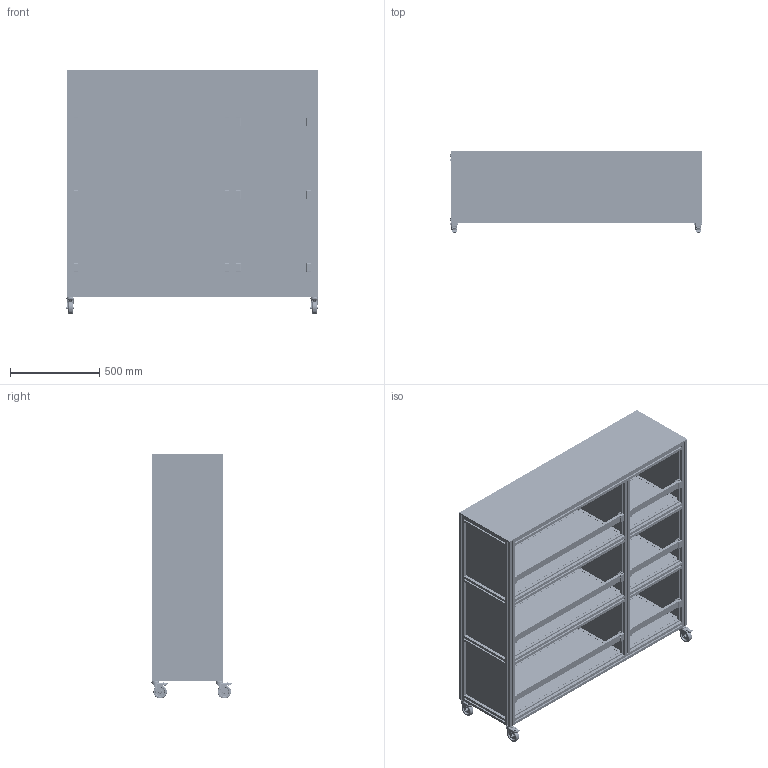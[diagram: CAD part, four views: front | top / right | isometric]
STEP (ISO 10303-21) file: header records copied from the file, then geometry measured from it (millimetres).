
FILE_DESCRIPTION(('STEP AP214'),'1');
FILE_NAME('ERGO08E6532.stp','2025-12-10T15:02:42',(' '),(' '),'Spatial InterOp 3D',' ',' ');
FILE_SCHEMA(('AUTOMOTIVE_DESIGN { 1 0 10303 214 1 1 1 1 }'));
Length unit declared in the file: millimetre
Products named in the file (75): Fixation centrale standard 8 40 bidirectionnelle; Écrou; Languette; Cache; Douille; Vis; Meuble étagère; Fixation universelle 8 40 Zn; Écrou 8 St M8; Vis BHC - M8x30; Noix Universelle 8 D20; Fixation hors standard 8-40; Vis BHC - M8x18; Rondelle M 8; Profilé 8 40x40 léger; PanneauCompletEnRainure; Profil U; Stratifié compact 4mm, blanc; Kit de fixation; Vis FHC - M6x20; Écrou 8 St M6; Embout 8 40x16 gris; Profilé 8 40x16; PanneauCompletEnApplique; Stratifié compact 10mm, blanc; Roulette pivotante D75, à blocage; corps; ecrou; axe; roue pour roulette; Kit roulette pivotante D75 à blocage - vis seule; Vis FHC - M8x25; ERGO08E6532
Assembly tree (199 placements, depth 5):
  (unnamed)
  ERGO08E6532
    Meuble étagère
      Fixation centrale standard 8 40 bidirectionnelle  x2
        Écrou
        Languette
        Cache
        Douille
        Vis
      Fixation universelle 8 40 Zn  x2
        Écrou 8 St M8
        Vis BHC - M8x30
        Noix Universelle 8 D20
      Fixation hors standard 8-40  x44
        Vis BHC - M8x18
        Rondelle M 8
      Profilé 8 40x40 léger  x2
      Profilé 8 40x40 léger  x2
      Profilé 8 40x40 léger  x2
      Profilé 8 40x40 léger  x2
      PanneauCompletEnRainure  x3
        Profil U
        Profil U
        Stratifié compact 4mm, blanc
      PanneauCompletEnRainure  x3
        Profil U
        Profil U
        Stratifié compact 4mm, blanc
      Kit de fixation  x12
        Vis FHC - M6x20
        Écrou 8 St M6
      Embout 8 40x16 gris  x12
      Profilé 8 40x16  x3
      Profilé 8 40x16  x3
      Profilé 8 40x40 léger  x3
      Profilé 8 40x40 léger  x3
      Profilé 8 40x40 léger  x3
      PanneauCompletEnRainure  x3
        Profil U
        Profil U
        Stratifié compact 4mm, blanc
      PanneauCompletEnRainure  x3
        Profil U
        Profil U
        Stratifié compact 4mm, blanc
      PanneauCompletEnRainure  x3
        Profil U
        Profil U
        Stratifié compact 4mm, blanc
      PanneauCompletEnApplique  x3
        Stratifié compact 10mm, blanc
      PanneauCompletEnApplique  x3
        Stratifié compact 10mm, blanc
      Kit roulette pivotante D75 à blocage - vis seule
        Roulette pivotante D75, à blocage
          corps
          ecrou
          axe
          roue pour roulette
        Vis FHC - M8x25
Bounding box: 1415.62 x 455.19 x 1374.77 mm (x, y, z)
Volume: 57501587.1 mm3; surface area: 17991827.4 mm2
Topology: 286 solids, 306 shells, 9540 faces, 25032 edges, 16276 vertices
Faces by surface type: plane 5638, cylinder 2104, extrusion 744, cone 444, bspline 284, torus 148, revolution 96, sphere 82
Full cylindrical faces by diameter (mm): 3 x2, 4 x14, 4.98 x12, 5 x18, 5.5 x2, 6 x40, 6.5 x12, 6.7 x2, 6.78 x50, 6.8 x98, 7 x84, 7.9 x2, 8 x106, 8.1 x4, 8.2 x4, 8.4 x44, 8.5 x2, 10 x6, 11 x4, 11.34 x12, 14 x2, 14.2 x4, 14.3 x2, 15.24 x4, 16 x44, 16.1 x8, 17.45 x4, 19.7 x2, 20 x4, 34 x4
Entity records: 112592 total; most frequent: CARTESIAN_POINT 27602, ORIENTED_EDGE 9965, DIRECTION 9238, EDGE_CURVE 4986, VERTEX_POINT 3380, PROPERTY_DEFINITION_REPRESENTATION 3119, GENERAL_PROPERTY_ASSOCIATION 3119, PROPERTY_DEFINITION 3119
